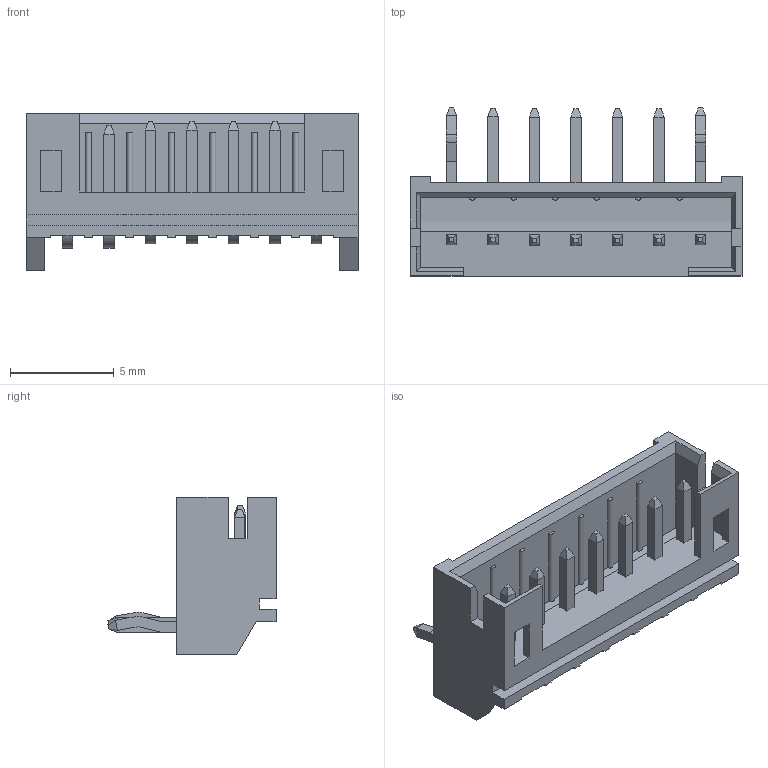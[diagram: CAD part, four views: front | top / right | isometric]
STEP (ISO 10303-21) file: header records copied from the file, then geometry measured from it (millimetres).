
FILE_DESCRIPTION(/* description */ ('Unknown'),/* implementation_level */ '2;1');
FILE_NAME(/* name */ '62000711722',/* time_stamp */ '2018-06-06T14:15:50+02:00',/* author */ ('Unknown'),/* organization */ ('Unknown'),/* preprocessor_version */ 'ST-DEVELOPER v16.7',/* originating_system */ 'DEX',/* authorisation */ $);
FILE_SCHEMA (('AUTOMOTIVE_DESIGN {1 0 10303 214 3 1 1}'));
Length unit declared in the file: millimetre
Products named in the file (4): 6200xx11722; 62000711722; 6200xx11722_PIN1; 6200xx11722_PIN2
Assembly tree (8 placements, depth 2):
  6200xx11722
    62000711722
    6200xx11722_PIN1  x2
    6200xx11722_PIN2  x5
Bounding box: 16 x 8.1 x 7.6 mm (x, y, z)
Volume: 209.5 mm3; surface area: 735.7 mm2
Topology: 8 solids, 8 shells, 288 faces, 762 edges, 488 vertices
Faces by surface type: plane 255, cylinder 33
Entity records: 6253 total; most frequent: CARTESIAN_POINT 1095, ORIENTED_EDGE 1082, DIRECTION 981, EDGE_CURVE 541, LINE 501, VECTOR 501, VERTEX_POINT 354, AXIS2_PLACEMENT_3D 240
